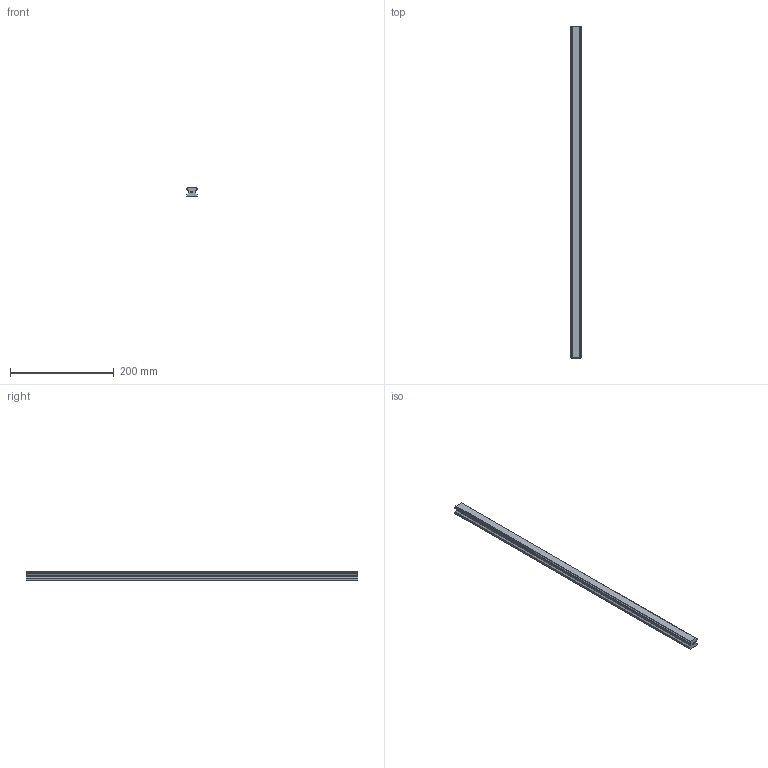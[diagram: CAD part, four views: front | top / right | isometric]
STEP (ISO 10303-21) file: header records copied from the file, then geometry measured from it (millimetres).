
FILE_DESCRIPTION(('STEP AP214'),'1');
FILE_NAME('cctmp_524E0E6E-0911-4D5B-A28B-A1F1A2CA22CC_2021_01_21_15_37_54_0359..stp','2021-01-21T14:37:54',('HIWIN GmbH'),('CADClick - www.CADClick.com'),'Spatial InterOp 3D',' ','unknown authorization');
FILE_SCHEMA(('AUTOMOTIVE_DESIGN'));
Length unit declared in the file: millimetre
Products named in the file (1): HGR20T640C_FILE
Bounding box: 20 x 640 x 17.5 mm (x, y, z)
Volume: 188950 mm3; surface area: 51536.8 mm2
Topology: 1 solids, 1 shells, 151 faces, 413 edges, 257 vertices
Faces by surface type: plane 85, cylinder 44, cone 22
Entity records: 5817 total; most frequent: CARTESIAN_POINT 800, DIRECTION 783, ORIENTED_EDGE 782, EDGE_CURVE 391, LINE 303, VECTOR 303, VERTEX_POINT 257, AXIS2_PLACEMENT_3D 240
